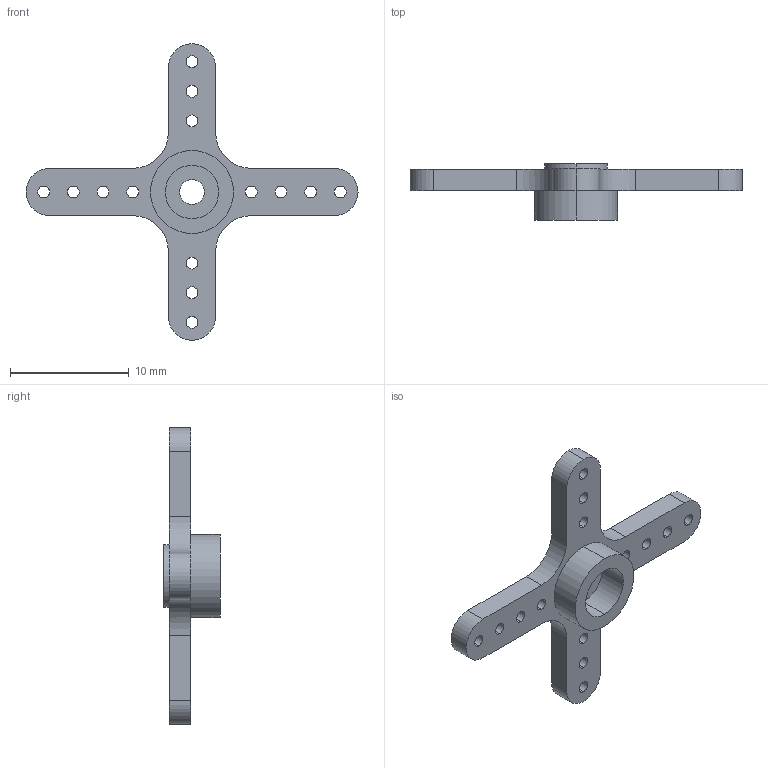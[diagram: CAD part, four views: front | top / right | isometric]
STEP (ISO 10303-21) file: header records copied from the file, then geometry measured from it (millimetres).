
FILE_DESCRIPTION (( 'STEP AP203' ), '1' );
FILE_NAME ('Savox Servo Horn-Medium-4 unequal arms.STEP', '2012-11-16T15:35:58', ( '' ), ( '' ), 'SwSTEP 2.0', 'SolidWorks 2010', '' );
FILE_SCHEMA (( 'CONFIG_CONTROL_DESIGN' ));
Length unit declared in the file: millimetre
Products named in the file (1): Savox Servo Horn-Medium-4 unequal arms
Bounding box: 28 x 4.75 x 25 mm (x, y, z)
Volume: 376.6 mm3; surface area: 736.2 mm2
Topology: 1 solids, 1 shells, 61 faces, 165 edges, 110 vertices
Faces by surface type: cylinder 47, plane 14
Entity records: 2110 total; most frequent: DIRECTION 383, CARTESIAN_POINT 337, ORIENTED_EDGE 330, EDGE_CURVE 165, AXIS2_PLACEMENT_3D 156, VERTEX_POINT 110, EDGE_LOOP 95, CIRCLE 94
